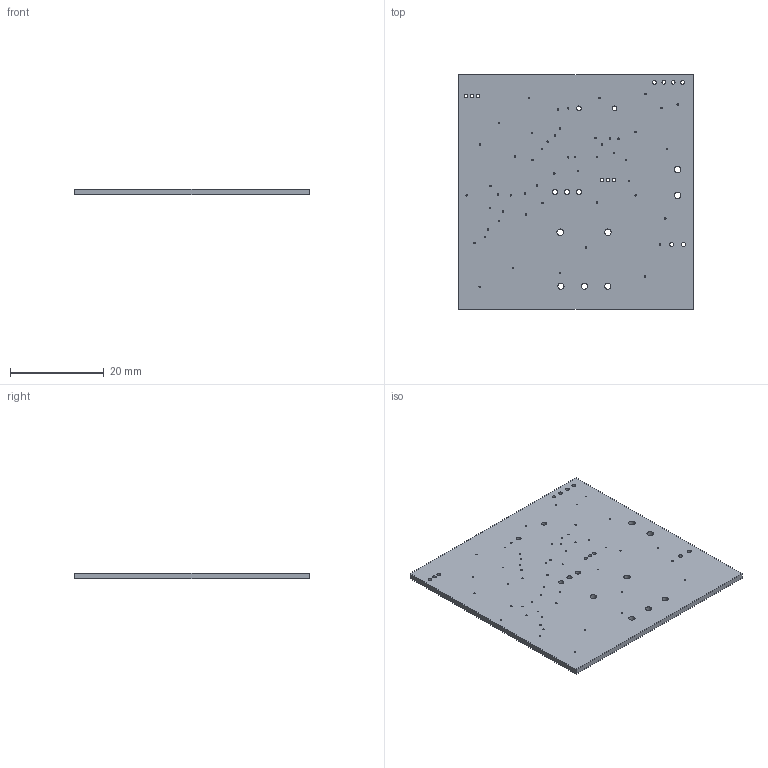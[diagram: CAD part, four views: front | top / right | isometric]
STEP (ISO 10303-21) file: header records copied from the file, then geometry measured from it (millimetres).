
FILE_DESCRIPTION(('Flux electronic assembly'),'2;1');
FILE_NAME('smart-temperature-controlled-fan-circuit.step', '2025-06-30T16:35:30',('Flux'),('Flux'), 'Open CASCADE STEP processor 7.5','Flux to STEP converter','Unknown' );
FILE_SCHEMA(('AUTOMOTIVE_DESIGN { 1 0 10303 214 1 1 1 1 }'));
Length unit declared in the file: millimetre
Products named in the file (2): smart-temperature-controlled-fan-circuit 1; input_PCB
Assembly tree (1 placements, depth 2):
  smart-temperature-controlled-fan-circuit 1
    input_PCB
Bounding box: 50 x 50 x 1.21 mm (x, y, z)
Volume: 2993.9 mm3; surface area: 5346.1 mm2
Topology: 1 solids, 1 shells, 83 faces, 243 edges, 162 vertices
Faces by surface type: cylinder 77, plane 6
Full cylindrical faces by diameter (mm): 0.3 x53, 0.75 x6, 0.8 x4, 0.9 x2, 1 x2, 1.1 x3, 1.32 x3, 1.4 x4
Entity records: 3187 total; most frequent: DIRECTION 567, CARTESIAN_POINT 490, ORIENTED_EDGE 486, EDGE_CURVE 243, AXIS2_PLACEMENT_3D 239, FACE_BOUND 237, EDGE_LOOP 237, VERTEX_POINT 162
